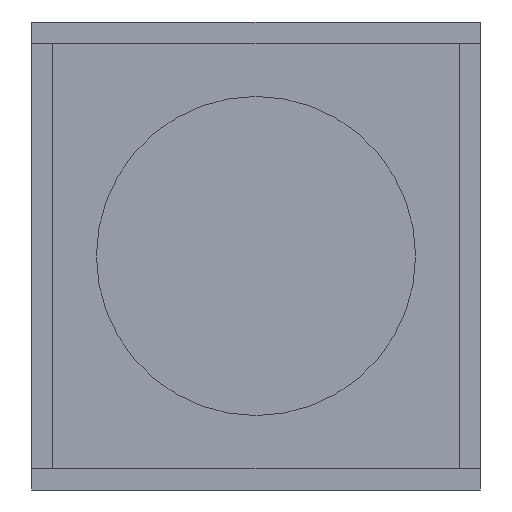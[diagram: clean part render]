
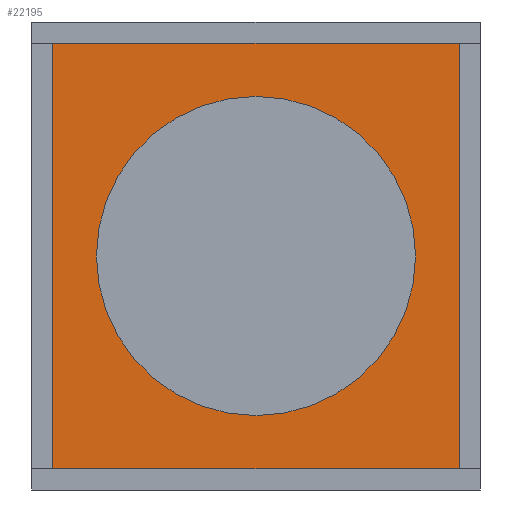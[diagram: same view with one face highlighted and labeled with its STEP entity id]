
A CAD part, front view. The second image highlights one B-rep face of the part: STEP entity #22195.
In plain terms, the highlighted face is planar.
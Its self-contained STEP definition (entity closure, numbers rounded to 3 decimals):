
#983 = DIRECTION ( 'NONE',  ( 1., 0., 0. ) ) ;
#2045 = EDGE_CURVE ( 'NONE', #26332, #13378, #21692, .T. ) ;
#3595 = AXIS2_PLACEMENT_3D ( 'NONE', #30832, #26962, #27285 ) ;
#4182 = ORIENTED_EDGE ( 'NONE', *, *, #16006, .T. ) ;
#4356 = CARTESIAN_POINT ( 'NONE',  ( 0., 0., 20. ) ) ;
#4712 = CARTESIAN_POINT ( 'NONE',  ( 0., -400., 20. ) ) ;
#4998 = VECTOR ( 'NONE', #983, 1000. ) ;
#5845 = CARTESIAN_POINT ( 'NONE',  ( 382., 0., 20. ) ) ;
#8456 = CIRCLE ( 'NONE', #35696, 150. ) ;
#11781 = CARTESIAN_POINT ( 'NONE',  ( 41., -200., 20. ) ) ;
#13166 = AXIS2_PLACEMENT_3D ( 'NONE', #15904, #15755, #19001 ) ;
#13378 = VERTEX_POINT ( 'NONE', #26654 ) ;
#14701 = ORIENTED_EDGE ( 'NONE', *, *, #14879, .T. ) ;
#14879 = EDGE_CURVE ( 'NONE', #13378, #45547, #23066, .T. ) ;
#15755 = DIRECTION ( 'NONE',  ( 0., 0., 1. ) ) ;
#15768 = ORIENTED_EDGE ( 'NONE', *, *, #23101, .F. ) ;
#15904 = CARTESIAN_POINT ( 'NONE',  ( 191., -200., 20. ) ) ;
#16006 = EDGE_CURVE ( 'NONE', #41279, #26332, #30481, .T. ) ;
#16025 = VECTOR ( 'NONE', #35923, 1000. ) ;
#16153 = EDGE_LOOP ( 'NONE', ( #4182, #37925, #14701, #40927 ) ) ;
#16743 = CARTESIAN_POINT ( 'NONE',  ( 0., 0., 20. ) ) ;
#17378 = ORIENTED_EDGE ( 'NONE', *, *, #44868, .F. ) ;
#19001 = DIRECTION ( 'NONE',  ( 1., 0., 0. ) ) ;
#19217 = EDGE_CURVE ( 'NONE', #45547, #41279, #20847, .T. ) ;
#19581 = CARTESIAN_POINT ( 'NONE',  ( 382., 0., 20. ) ) ;
#20826 = CIRCLE ( 'NONE', #13166, 150. ) ;
#20847 = LINE ( 'NONE', #4356, #28358 ) ;
#21692 = LINE ( 'NONE', #4712, #4998 ) ;
#22195 = ADVANCED_FACE ( 'NONE', ( #39526, #26293 ), #34380, .T. ) ;
#23066 = LINE ( 'NONE', #5845, #38608 ) ;
#23101 = EDGE_CURVE ( 'NONE', #47644, #45208, #8456, .T. ) ;
#23845 = CARTESIAN_POINT ( 'NONE',  ( 0., 0., 20. ) ) ;
#24072 = CARTESIAN_POINT ( 'NONE',  ( 0., -400., 20. ) ) ;
#25882 = EDGE_LOOP ( 'NONE', ( #17378, #15768 ) ) ;
#26293 = FACE_OUTER_BOUND ( 'NONE', #16153, .T. ) ;
#26332 = VERTEX_POINT ( 'NONE', #24072 ) ;
#26654 = CARTESIAN_POINT ( 'NONE',  ( 382., -400., 20. ) ) ;
#26962 = DIRECTION ( 'NONE',  ( 0., 0., 1. ) ) ;
#27285 = DIRECTION ( 'NONE',  ( 1., 0., 0. ) ) ;
#28358 = VECTOR ( 'NONE', #33500, 1000. ) ;
#28975 = CARTESIAN_POINT ( 'NONE',  ( 191., -200., 20. ) ) ;
#30481 = LINE ( 'NONE', #16743, #16025 ) ;
#30832 = CARTESIAN_POINT ( 'NONE',  ( 0., 0., 20. ) ) ;
#32375 = DIRECTION ( 'NONE',  ( 0., 0., 1. ) ) ;
#33500 = DIRECTION ( 'NONE',  ( -1., 0., 0. ) ) ;
#34380 = PLANE ( 'NONE',  #3595 ) ;
#35446 = DIRECTION ( 'NONE',  ( 0., 1., 0. ) ) ;
#35696 = AXIS2_PLACEMENT_3D ( 'NONE', #28975, #32375, #39744 ) ;
#35714 = CARTESIAN_POINT ( 'NONE',  ( 341., -200., 20. ) ) ;
#35923 = DIRECTION ( 'NONE',  ( 0., -1., 0. ) ) ;
#37925 = ORIENTED_EDGE ( 'NONE', *, *, #2045, .T. ) ;
#38608 = VECTOR ( 'NONE', #35446, 1000. ) ;
#39526 = FACE_BOUND ( 'NONE', #25882, .T. ) ;
#39744 = DIRECTION ( 'NONE',  ( 1., 0., 0. ) ) ;
#40927 = ORIENTED_EDGE ( 'NONE', *, *, #19217, .T. ) ;
#41279 = VERTEX_POINT ( 'NONE', #23845 ) ;
#44868 = EDGE_CURVE ( 'NONE', #45208, #47644, #20826, .T. ) ;
#45208 = VERTEX_POINT ( 'NONE', #35714 ) ;
#45547 = VERTEX_POINT ( 'NONE', #19581 ) ;
#47644 = VERTEX_POINT ( 'NONE', #11781 ) ;
